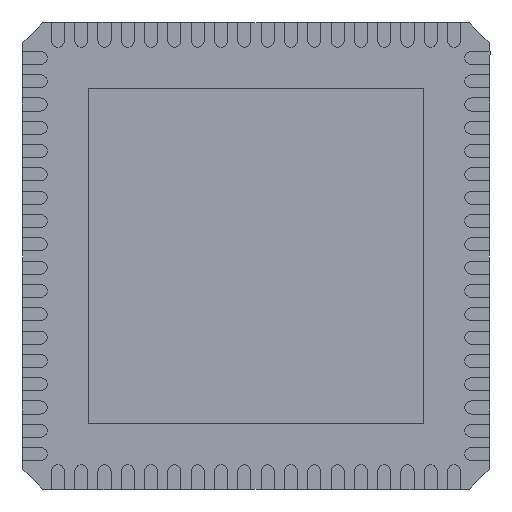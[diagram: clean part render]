
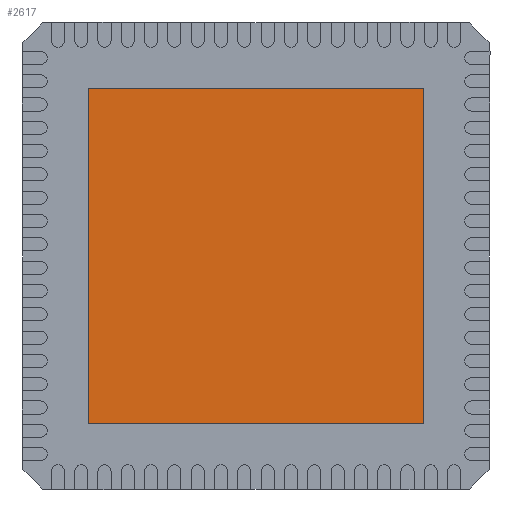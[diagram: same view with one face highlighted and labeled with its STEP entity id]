
A CAD part, front view. The second image highlights one B-rep face of the part: STEP entity #2617.
In plain terms, the highlighted planar face has unit normal (0, -1, 0).
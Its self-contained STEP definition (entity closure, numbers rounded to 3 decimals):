
#112 = DIRECTION ( 'NONE',  ( 1., 0., 0. ) ) ;
#178 = VERTEX_POINT ( 'NONE', #2734 ) ;
#191 = DIRECTION ( 'NONE',  ( 0., 0., -1. ) ) ;
#276 = EDGE_CURVE ( 'NONE', #2390, #178, #3024, .T. ) ;
#424 = CARTESIAN_POINT ( 'NONE',  ( 3.6, 0., 3.6 ) ) ;
#572 = DIRECTION ( 'NONE',  ( 0., 1., 0. ) ) ;
#718 = EDGE_CURVE ( 'NONE', #178, #933, #1392, .T. ) ;
#764 = CARTESIAN_POINT ( 'NONE',  ( 3.6, 0., 3.6 ) ) ;
#933 = VERTEX_POINT ( 'NONE', #2870 ) ;
#998 = ORIENTED_EDGE ( 'NONE', *, *, #3945, .T. ) ;
#1089 = VECTOR ( 'NONE', #1120, 1000. ) ;
#1120 = DIRECTION ( 'NONE',  ( 0., 0., 1. ) ) ;
#1292 = FACE_OUTER_BOUND ( 'NONE', #2156, .T. ) ;
#1330 = CARTESIAN_POINT ( 'NONE',  ( -3.6, 0., -3.6 ) ) ;
#1348 = PLANE ( 'NONE',  #1518 ) ;
#1392 = LINE ( 'NONE', #424, #3452 ) ;
#1518 = AXIS2_PLACEMENT_3D ( 'NONE', #2898, #572, #3286 ) ;
#1530 = CARTESIAN_POINT ( 'NONE',  ( -3.6, 0., 3.6 ) ) ;
#1983 = EDGE_CURVE ( 'NONE', #3113, #2390, #4579, .T. ) ;
#2156 = EDGE_LOOP ( 'NONE', ( #4040, #3061, #4457, #998 ) ) ;
#2265 = VECTOR ( 'NONE', #191, 1000. ) ;
#2390 = VERTEX_POINT ( 'NONE', #2987 ) ;
#2617 = ADVANCED_FACE ( 'NONE', ( #1292 ), #1348, .F. ) ;
#2734 = CARTESIAN_POINT ( 'NONE',  ( 3.6, 0., 3.6 ) ) ;
#2855 = CARTESIAN_POINT ( 'NONE',  ( 3.6, 0., -3.6 ) ) ;
#2870 = CARTESIAN_POINT ( 'NONE',  ( -3.6, 0., 3.6 ) ) ;
#2898 = CARTESIAN_POINT ( 'NONE',  ( -3.6, 0., -3.6 ) ) ;
#2987 = CARTESIAN_POINT ( 'NONE',  ( 3.6, 0., -3.6 ) ) ;
#3024 = LINE ( 'NONE', #764, #1089 ) ;
#3061 = ORIENTED_EDGE ( 'NONE', *, *, #276, .T. ) ;
#3113 = VERTEX_POINT ( 'NONE', #1330 ) ;
#3156 = DIRECTION ( 'NONE',  ( -1., 0., 0. ) ) ;
#3174 = LINE ( 'NONE', #1530, #2265 ) ;
#3280 = VECTOR ( 'NONE', #112, 1000. ) ;
#3286 = DIRECTION ( 'NONE',  ( 0., 0., 1. ) ) ;
#3452 = VECTOR ( 'NONE', #3156, 1000. ) ;
#3945 = EDGE_CURVE ( 'NONE', #933, #3113, #3174, .T. ) ;
#4040 = ORIENTED_EDGE ( 'NONE', *, *, #1983, .T. ) ;
#4457 = ORIENTED_EDGE ( 'NONE', *, *, #718, .T. ) ;
#4579 = LINE ( 'NONE', #2855, #3280 ) ;
